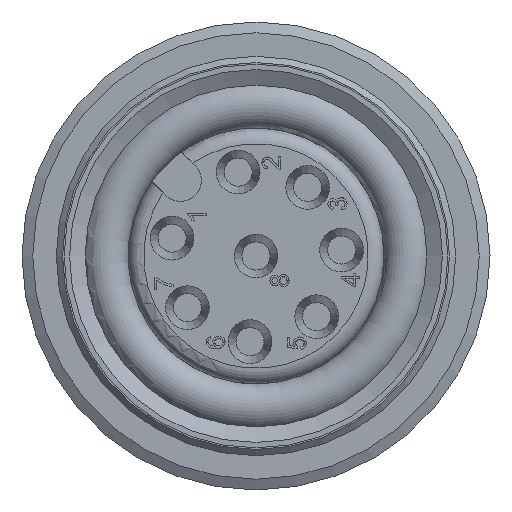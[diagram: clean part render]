
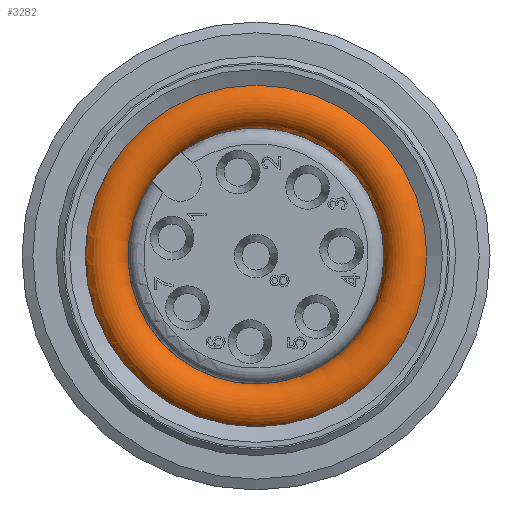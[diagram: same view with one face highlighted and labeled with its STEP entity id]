
A CAD part, left-side view. The second image highlights one B-rep face of the part: STEP entity #3282.
In plain terms, the highlighted toroidal (fillet/blend) face has major radius 4.845 mm and minor radius 0.75 mm.
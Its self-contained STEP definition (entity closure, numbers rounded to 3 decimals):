
#162=TOROIDAL_SURFACE('',#11027,4.845,0.75);
#588=B_SPLINE_CURVE_WITH_KNOTS('',3,(#16352,#16353,#16354,#16355,#16356,
#16357),.UNSPECIFIED.,.F.,.F.,(4,2,4),(0.,0.444,1.),
 .UNSPECIFIED.);
#589=B_SPLINE_CURVE_WITH_KNOTS('',3,(#16361,#16362,#16363,#16364,#16365,
#16366),.UNSPECIFIED.,.F.,.F.,(4,2,4),(0.,0.41,1.),
 .UNSPECIFIED.);
#3282=ADVANCED_FACE('',(#3936,#3937,#3938),#162,.T.);
#3936=FACE_BOUND('',#4378,.T.);
#3937=FACE_BOUND('',#4379,.T.);
#3938=FACE_BOUND('',#4380,.T.);
#4378=EDGE_LOOP('',(#5985,#5986,#5987,#5988));
#4379=EDGE_LOOP('',(#5989));
#4380=EDGE_LOOP('',(#5990));
#5985=ORIENTED_EDGE('',*,*,#9370,.F.);
#5986=ORIENTED_EDGE('',*,*,#9381,.T.);
#5987=ORIENTED_EDGE('',*,*,#9375,.F.);
#5988=ORIENTED_EDGE('',*,*,#9379,.T.);
#5989=ORIENTED_EDGE('',*,*,#9387,.F.);
#5990=ORIENTED_EDGE('',*,*,#9388,.T.);
#8225=VERTEX_POINT('',#16331);
#8226=VERTEX_POINT('',#16333);
#8228=VERTEX_POINT('',#16339);
#8229=VERTEX_POINT('',#16341);
#8235=VERTEX_POINT('',#16382);
#8236=VERTEX_POINT('',#16385);
#9370=EDGE_CURVE('',#8225,#8226,#10430,.T.);
#9375=EDGE_CURVE('',#8229,#8228,#10432,.T.);
#9379=EDGE_CURVE('',#8229,#8226,#588,.T.);
#9381=EDGE_CURVE('',#8225,#8228,#589,.T.);
#9387=EDGE_CURVE('',#8235,#8235,#10436,.T.);
#9388=EDGE_CURVE('',#8236,#8236,#10437,.T.);
#10430=CIRCLE('',#11011,4.1);
#10432=CIRCLE('',#11014,4.1);
#10436=CIRCLE('',#11024,4.723);
#10437=CIRCLE('',#11026,5.475);
#11011=AXIS2_PLACEMENT_3D('',#16332,#12504,#12505);
#11014=AXIS2_PLACEMENT_3D('',#16342,#12513,#12514);
#11024=AXIS2_PLACEMENT_3D('',#16381,#12537,#12538);
#11026=AXIS2_PLACEMENT_3D('',#16384,#12541,#12542);
#11027=AXIS2_PLACEMENT_3D('',#16386,#12543,#12544);
#12504=DIRECTION('',(1.,0.,0.));
#12505=DIRECTION('',(0.,0.,1.));
#12513=DIRECTION('',(-1.,0.,0.));
#12514=DIRECTION('',(0.,0.,-1.));
#12537=DIRECTION('',(-1.,0.,0.));
#12538=DIRECTION('',(0.,0.,-1.));
#12541=DIRECTION('',(-1.,0.,0.));
#12542=DIRECTION('',(0.,0.,-1.));
#12543=DIRECTION('',(1.,0.,0.));
#12544=DIRECTION('',(0.,0.,-1.));
#16331=CARTESIAN_POINT('',(38.597,2.382,3.337));
#16332=CARTESIAN_POINT('',(38.597,0.,0.));
#16333=CARTESIAN_POINT('',(38.597,3.337,2.382));
#16339=CARTESIAN_POINT('',(38.425,2.382,3.337));
#16341=CARTESIAN_POINT('',(38.425,3.337,2.382));
#16342=CARTESIAN_POINT('',(38.425,0.,0.));
#16352=CARTESIAN_POINT('',(38.425,3.337,2.382));
#16353=CARTESIAN_POINT('',(38.45,3.335,2.38));
#16354=CARTESIAN_POINT('',(38.476,3.334,2.379));
#16355=CARTESIAN_POINT('',(38.533,3.333,2.378));
#16356=CARTESIAN_POINT('',(38.566,3.334,2.38));
#16357=CARTESIAN_POINT('',(38.597,3.337,2.382));
#16361=CARTESIAN_POINT('',(38.597,2.382,3.337));
#16362=CARTESIAN_POINT('',(38.574,2.38,3.335));
#16363=CARTESIAN_POINT('',(38.55,2.379,3.334));
#16364=CARTESIAN_POINT('',(38.492,2.378,3.333));
#16365=CARTESIAN_POINT('',(38.458,2.379,3.334));
#16366=CARTESIAN_POINT('',(38.425,2.382,3.337));
#16381=CARTESIAN_POINT('',(39.251,0.,0.));
#16382=CARTESIAN_POINT('',(39.251,0.,-4.723));
#16384=CARTESIAN_POINT('',(38.104,0.,0.));
#16385=CARTESIAN_POINT('',(38.104,0.,-5.475));
#16386=CARTESIAN_POINT('',(38.511,0.,0.));
